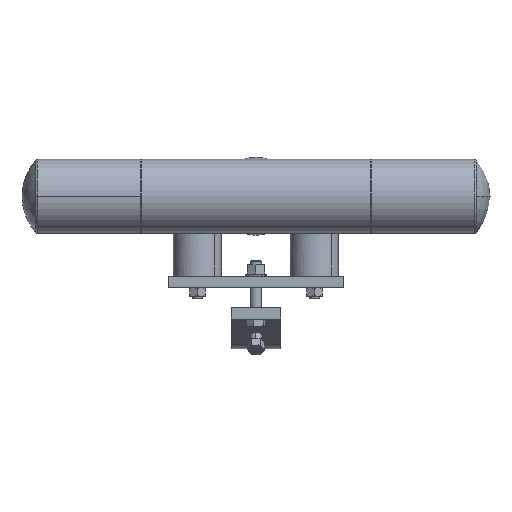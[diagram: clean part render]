
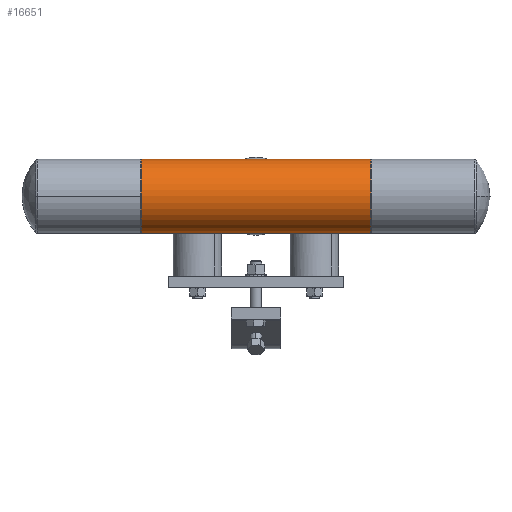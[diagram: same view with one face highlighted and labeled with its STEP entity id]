
A CAD part, front view. The second image highlights one B-rep face of the part: STEP entity #16651.
In plain terms, the highlighted cylindrical face has radius 38 mm (diameter 76 mm), a partial arc.
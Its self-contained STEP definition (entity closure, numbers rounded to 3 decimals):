
#15 = LINE ( 'NONE', #24142, #16 ) ;
#16 = VECTOR ( 'NONE', #24141, 1000. ) ;
#19 = VECTOR ( 'NONE', #26412, 1000. ) ;
#21 = LINE ( 'NONE', #26408, #19 ) ;
#62 = CIRCLE ( 'NONE', #894, 38. ) ;
#66 = CIRCLE ( 'NONE', #898, 38. ) ;
#831 = CYLINDRICAL_SURFACE ( 'NONE', #1274, 38. ) ;
#835 = FACE_OUTER_BOUND ( 'NONE', #29397, .T. ) ;
#894 = AXIS2_PLACEMENT_3D ( 'NONE', #26256, #26278, #26280 ) ;
#898 = AXIS2_PLACEMENT_3D ( 'NONE', #26259, #26269, #26265 ) ;
#1274 = AXIS2_PLACEMENT_3D ( 'NONE', #4904, #4896, #4894 ) ;
#3383 = EDGE_CURVE ( 'NONE', #26754, #26751, #15, .T. ) ;
#3395 = EDGE_CURVE ( 'NONE', #26753, #26750, #21, .T. ) ;
#3426 = EDGE_CURVE ( 'NONE', #26753, #26754, #62, .T. ) ;
#3430 = EDGE_CURVE ( 'NONE', #26751, #26750, #66, .T. ) ;
#4894 = DIRECTION ( 'NONE',  ( 0., 0., 1. ) ) ;
#4896 = DIRECTION ( 'NONE',  ( -1., 0., 0. ) ) ;
#4904 = CARTESIAN_POINT ( 'NONE',  ( 0., 0., 0. ) ) ;
#9919 = ORIENTED_EDGE ( 'NONE', *, *, #3430, .T. ) ;
#9930 = ORIENTED_EDGE ( 'NONE', *, *, #3383, .T. ) ;
#10020 = ORIENTED_EDGE ( 'NONE', *, *, #3426, .T. ) ;
#10021 = ORIENTED_EDGE ( 'NONE', *, *, #3395, .F. ) ;
#16651 = ADVANCED_FACE ( 'NONE', ( #835 ), #831, .T. ) ;
#17910 = CARTESIAN_POINT ( 'NONE',  ( -117.9, 0., -38. ) ) ;
#17911 = CARTESIAN_POINT ( 'NONE',  ( -117.9, 0., 38. ) ) ;
#17913 = CARTESIAN_POINT ( 'NONE',  ( 117.9, 0., -38. ) ) ;
#17914 = CARTESIAN_POINT ( 'NONE',  ( 117.9, 0., 38. ) ) ;
#24141 = DIRECTION ( 'NONE',  ( -1., 0., 0. ) ) ;
#24142 = CARTESIAN_POINT ( 'NONE',  ( 0., 0., 38. ) ) ;
#26256 = CARTESIAN_POINT ( 'NONE',  ( 117.9, 0., 0. ) ) ;
#26259 = CARTESIAN_POINT ( 'NONE',  ( -117.9, 0., 0. ) ) ;
#26265 = DIRECTION ( 'NONE',  ( 0., 0., -1. ) ) ;
#26269 = DIRECTION ( 'NONE',  ( 1., 0., 0. ) ) ;
#26278 = DIRECTION ( 'NONE',  ( -1., 0., 0. ) ) ;
#26280 = DIRECTION ( 'NONE',  ( 0., 0., 1. ) ) ;
#26408 = CARTESIAN_POINT ( 'NONE',  ( 0., 0., -38. ) ) ;
#26412 = DIRECTION ( 'NONE',  ( -1., 0., 0. ) ) ;
#26750 = VERTEX_POINT ( 'NONE', #17910 ) ;
#26751 = VERTEX_POINT ( 'NONE', #17911 ) ;
#26753 = VERTEX_POINT ( 'NONE', #17913 ) ;
#26754 = VERTEX_POINT ( 'NONE', #17914 ) ;
#29397 = EDGE_LOOP ( 'NONE', ( #10021, #10020, #9930, #9919 ) ) ;
